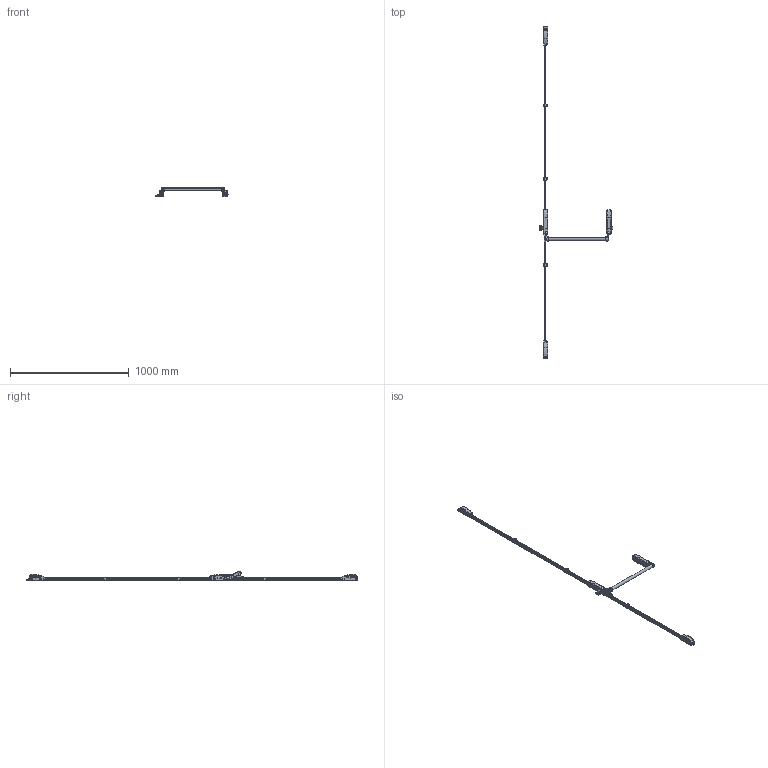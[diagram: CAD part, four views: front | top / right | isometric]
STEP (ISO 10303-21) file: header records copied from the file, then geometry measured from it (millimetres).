
FILE_DESCRIPTION (( 'STEP AP203' ), '1' );
FILE_NAME ('9501NEW.STEP', '2022-03-11T13:25:59', ( '' ), ( '' ), 'SwSTEP 2.0', 'SolidWorks 2021', '' );
FILE_SCHEMA (( 'CONFIG_CONTROL_DESIGN' ));
Length unit declared in the file: millimetre
Products named in the file (89): 2200789(Default); 9830-021-1; 9501-683-1; 9830-015-1; 9501-104-1; 2200855-03-1; 9000-123-1; 9000-107-1; 9830S301-1; 9830-052-2; 9501-119(Ribattuto); VGX.M03X07(Semplice); 9538-301-1; 9830-005(Default)-1; 9300istruzioni-2; 9300-301-1; FVSXIM03X06(Filettato); 9538-303-1; 9500-560-1; 1300442-01(Montaggio); 19540-702-1; VITE-453-1; 9501-121-1; 9501D082-1; 9830-100-1; 9000-120(Ribattuto); 9501-583-1; DADO.3MA(semplice); 9538-001(Default)-1; 9501-220-1; 9501-102-2; 2200784(Default); 9000-281-1; 9303-080-1; 9538-304-2; 9000-115-1; 9501-114-1; 9830-052-1; 9501-614-1; 9000-113-1 ...
Assembly tree (132 placements, depth 4):
  9501NEW
    1300442-01(Montaggio)
      9501-616-1
        9501-614-1
        9501-104-1
        9501-102-1
        9501-102-2
      9501-683-1
        9501-281(Default)
        9501-115-1
      9501S082-1
        9501-680-1
      9501S084-1
        9501-681-1
      9500S083-1
        9501-220-1
        SPIN2,5X16-1  x2
      9500-660-1
        9501-660-1
      9501-406-1
        9500-006-1
        9501-260(Default)
      2200854-03-1
      RON.5x06-1
      9501-114-1
      SEE.RS_4-1  x3
      VGX.M03X07(Semplice)  x2
    1300437-01(montaggio)
      9501-516-1
        9501-514-1
        9501-102-1-1
        9501-102-2-1
      9501-583-1
        9501-281(Default)
      9501-406-2
        9500-006-1
        9501-260(Default)
      9501D082-1
        9501-119(Ribattuto)
      9501D084-1
        9501-581-1
      9500D083-1
        9501-220-1
        SPIN2,5X16-1  x2
      9500-560-1
        9501-560-1
      RON.5x06-1
      9501-114-1
      SEE.RS_4-1  x2
      VGX.M03X07(Semplice)  x2
      9501-121-1
      VITE-453-1  x2
      2200855-03-1
    9830-052-1
      9050-035-1
        9000-281-1
        9000-123-1
      9830-021-1
        9000-010-1
        9000-120(Ribattuto)
Bounding box: 618.33 x 2800.85 x 76.3 mm (x, y, z)
Volume: 804831.8 mm3; surface area: 975093 mm2
Topology: 107 solids, 107 shells, 5480 faces, 14116 edges, 8883 vertices
Faces by surface type: cylinder 2168, plane 2105, torus 444, cone 414, bspline 260, sphere 89
Entity records: 139495 total; most frequent: CARTESIAN_POINT 35757, DIRECTION 20087, ORIENTED_EDGE 19250, EDGE_CURVE 9625, AXIS2_PLACEMENT_3D 7443, VERTEX_POINT 6099, VECTOR 5201, LINE 5201
